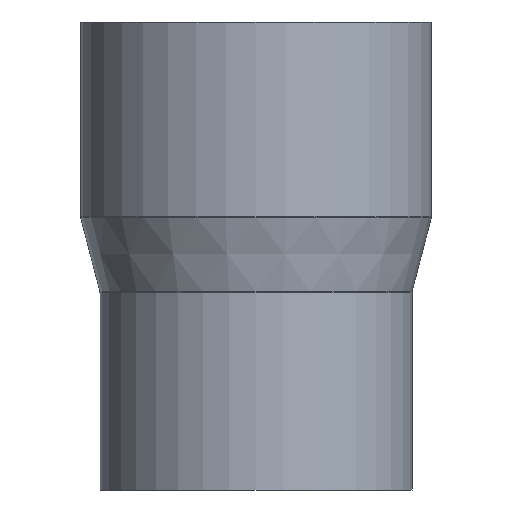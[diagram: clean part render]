
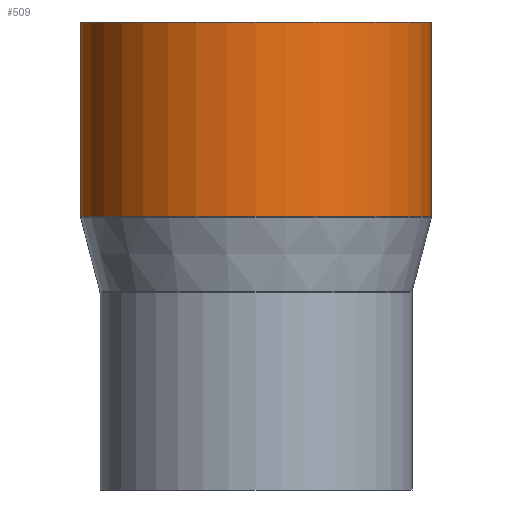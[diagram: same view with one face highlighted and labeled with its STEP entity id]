
A CAD part, front view. The second image highlights one B-rep face of the part: STEP entity #509.
In plain terms, the highlighted cylindrical face has radius 112.5 mm (diameter 225 mm), a partial arc.
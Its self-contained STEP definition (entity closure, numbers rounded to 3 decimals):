
#31 = VECTOR ( 'NONE', #322, 1000. ) ;
#32 = CARTESIAN_POINT ( 'NONE',  ( 112.5, 0., 146.12 ) ) ;
#45 = EDGE_LOOP ( 'NONE', ( #496, #543, #630, #236 ) ) ;
#68 = CIRCLE ( 'NONE', #298, 112.5 ) ;
#74 = LINE ( 'NONE', #165, #31 ) ;
#96 = EDGE_CURVE ( 'NONE', #130, #391, #74, .T. ) ;
#124 = DIRECTION ( 'NONE',  ( -1., 0., 0. ) ) ;
#130 = VERTEX_POINT ( 'NONE', #585 ) ;
#133 = DIRECTION ( 'NONE',  ( 0., 0., -1. ) ) ;
#143 = CYLINDRICAL_SURFACE ( 'NONE', #462, 112.5 ) ;
#165 = CARTESIAN_POINT ( 'NONE',  ( -112.5, 0., -16.533 ) ) ;
#236 = ORIENTED_EDGE ( 'NONE', *, *, #295, .F. ) ;
#241 = CARTESIAN_POINT ( 'NONE',  ( 112.5, 0., 21.376 ) ) ;
#288 = CARTESIAN_POINT ( 'NONE',  ( 112.5, 0., -16.533 ) ) ;
#292 = VERTEX_POINT ( 'NONE', #32 ) ;
#295 = EDGE_CURVE ( 'NONE', #450, #391, #418, .T. ) ;
#298 = AXIS2_PLACEMENT_3D ( 'NONE', #386, #629, #124 ) ;
#322 = DIRECTION ( 'NONE',  ( 0., 0., -1. ) ) ;
#323 = CARTESIAN_POINT ( 'NONE',  ( 0., 0., 21.376 ) ) ;
#342 = EDGE_CURVE ( 'NONE', #292, #130, #68, .T. ) ;
#375 = EDGE_CURVE ( 'NONE', #292, #450, #430, .T. ) ;
#376 = DIRECTION ( 'NONE',  ( -1., 0., 0. ) ) ;
#386 = CARTESIAN_POINT ( 'NONE',  ( 0., 0., 146.12 ) ) ;
#391 = VERTEX_POINT ( 'NONE', #479 ) ;
#403 = AXIS2_PLACEMENT_3D ( 'NONE', #323, #440, #376 ) ;
#418 = CIRCLE ( 'NONE', #403, 112.5 ) ;
#430 = LINE ( 'NONE', #288, #516 ) ;
#440 = DIRECTION ( 'NONE',  ( 0., 0., -1. ) ) ;
#450 = VERTEX_POINT ( 'NONE', #241 ) ;
#455 = DIRECTION ( 'NONE',  ( -1., 0., 0. ) ) ;
#462 = AXIS2_PLACEMENT_3D ( 'NONE', #547, #499, #455 ) ;
#479 = CARTESIAN_POINT ( 'NONE',  ( -112.5, 0., 21.376 ) ) ;
#496 = ORIENTED_EDGE ( 'NONE', *, *, #375, .F. ) ;
#499 = DIRECTION ( 'NONE',  ( 0., 0., -1. ) ) ;
#509 = ADVANCED_FACE ( 'NONE', ( #606 ), #143, .T. ) ;
#516 = VECTOR ( 'NONE', #133, 1000. ) ;
#543 = ORIENTED_EDGE ( 'NONE', *, *, #342, .T. ) ;
#547 = CARTESIAN_POINT ( 'NONE',  ( 0., 0., -16.533 ) ) ;
#585 = CARTESIAN_POINT ( 'NONE',  ( -112.5, 0., 146.12 ) ) ;
#606 = FACE_OUTER_BOUND ( 'NONE', #45, .T. ) ;
#629 = DIRECTION ( 'NONE',  ( 0., 0., -1. ) ) ;
#630 = ORIENTED_EDGE ( 'NONE', *, *, #96, .T. ) ;
